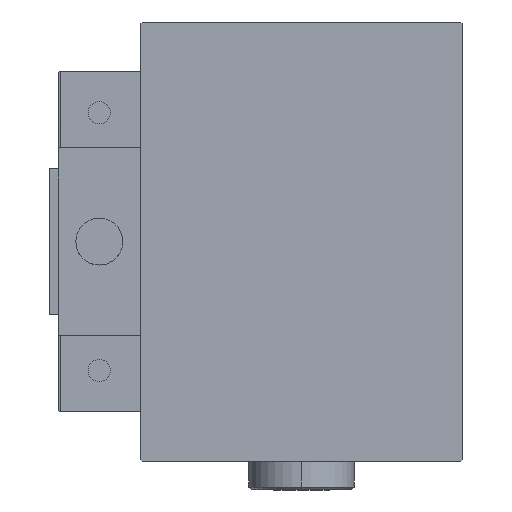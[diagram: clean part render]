
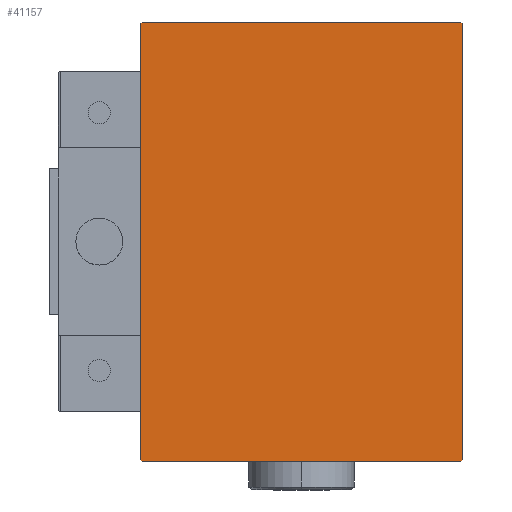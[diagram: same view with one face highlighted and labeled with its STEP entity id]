
A CAD part, left-side view. The second image highlights one B-rep face of the part: STEP entity #41157.
In plain terms, the highlighted face is planar.
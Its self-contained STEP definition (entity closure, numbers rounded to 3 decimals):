
#407 = VERTEX_POINT ( 'NONE', #46949 ) ;
#1491 = LINE ( 'NONE', #18193, #16853 ) ;
#1599 = CARTESIAN_POINT ( 'NONE',  ( 105., -27.5, -37.2 ) ) ;
#2939 = ORIENTED_EDGE ( 'NONE', *, *, #18460, .T. ) ;
#3090 = ORIENTED_EDGE ( 'NONE', *, *, #4831, .T. ) ;
#4831 = EDGE_CURVE ( 'NONE', #42256, #40351, #23179, .T. ) ;
#5052 = VECTOR ( 'NONE', #15680, 1000. ) ;
#6988 = CARTESIAN_POINT ( 'NONE',  ( 105., 32.35, -32.35 ) ) ;
#7503 = DIRECTION ( 'NONE',  ( 0., 1., 0. ) ) ;
#11814 = CARTESIAN_POINT ( 'NONE',  ( 105., 27.5, -37.5 ) ) ;
#14353 = ORIENTED_EDGE ( 'NONE', *, *, #25097, .T. ) ;
#15458 = DIRECTION ( 'NONE',  ( 0., 0.707, 0.707 ) ) ;
#15680 = DIRECTION ( 'NONE',  ( 0., -0.707, -0.707 ) ) ;
#16853 = VECTOR ( 'NONE', #43340, 1000. ) ;
#17741 = DIRECTION ( 'NONE',  ( 0., 0., -1. ) ) ;
#17985 = VECTOR ( 'NONE', #31386, 1000. ) ;
#18010 = VERTEX_POINT ( 'NONE', #20278 ) ;
#18193 = CARTESIAN_POINT ( 'NONE',  ( 105., 27.5, 37.5 ) ) ;
#18460 = EDGE_CURVE ( 'NONE', #30877, #18010, #47539, .T. ) ;
#18736 = EDGE_LOOP ( 'NONE', ( #48612, #2939, #14353, #38178, #44989, #45715, #3090, #45002 ) ) ;
#19765 = DIRECTION ( 'NONE',  ( 0., 0., 1. ) ) ;
#20008 = VECTOR ( 'NONE', #47131, 1000. ) ;
#20278 = CARTESIAN_POINT ( 'NONE',  ( 105., 27.5, -37.2 ) ) ;
#20536 = EDGE_CURVE ( 'NONE', #407, #47876, #1491, .T. ) ;
#20768 = CARTESIAN_POINT ( 'NONE',  ( 105., 0., 0. ) ) ;
#21162 = LINE ( 'NONE', #21722, #21777 ) ;
#21722 = CARTESIAN_POINT ( 'NONE',  ( 105., -32.35, -32.35 ) ) ;
#21777 = VECTOR ( 'NONE', #37853, 1000. ) ;
#21864 = FACE_OUTER_BOUND ( 'NONE', #18736, .T. ) ;
#21930 = AXIS2_PLACEMENT_3D ( 'NONE', #20768, #29779, #17741 ) ;
#23171 = VERTEX_POINT ( 'NONE', #43917 ) ;
#23179 = LINE ( 'NONE', #36569, #17985 ) ;
#25097 = EDGE_CURVE ( 'NONE', #18010, #26645, #32598, .T. ) ;
#26645 = VERTEX_POINT ( 'NONE', #48371 ) ;
#27484 = VECTOR ( 'NONE', #19765, 1000. ) ;
#29640 = LINE ( 'NONE', #46048, #20008 ) ;
#29779 = DIRECTION ( 'NONE',  ( 1., 0., 0. ) ) ;
#30877 = VERTEX_POINT ( 'NONE', #36385 ) ;
#31386 = DIRECTION ( 'NONE',  ( 0., 0., -1. ) ) ;
#31387 = VECTOR ( 'NONE', #7503, 1000. ) ;
#32598 = LINE ( 'NONE', #11814, #27484 ) ;
#34178 = CARTESIAN_POINT ( 'NONE',  ( 105., -27.5, 37.2 ) ) ;
#34755 = EDGE_CURVE ( 'NONE', #47876, #42256, #49297, .T. ) ;
#36385 = CARTESIAN_POINT ( 'NONE',  ( 105., 27.2, -37.5 ) ) ;
#36474 = CARTESIAN_POINT ( 'NONE',  ( 105., -32.35, 32.35 ) ) ;
#36522 = CARTESIAN_POINT ( 'NONE',  ( 105., -27.5, -37.5 ) ) ;
#36569 = CARTESIAN_POINT ( 'NONE',  ( 105., -27.5, 37.5 ) ) ;
#37668 = EDGE_CURVE ( 'NONE', #23171, #30877, #44703, .T. ) ;
#37763 = EDGE_CURVE ( 'NONE', #26645, #407, #29640, .T. ) ;
#37770 = EDGE_CURVE ( 'NONE', #40351, #23171, #21162, .T. ) ;
#37853 = DIRECTION ( 'NONE',  ( 0., 0.707, -0.707 ) ) ;
#38178 = ORIENTED_EDGE ( 'NONE', *, *, #37763, .T. ) ;
#40351 = VERTEX_POINT ( 'NONE', #1599 ) ;
#41157 = ADVANCED_FACE ( 'NONE', ( #21864 ), #41830, .T. ) ;
#41830 = PLANE ( 'NONE',  #21930 ) ;
#42256 = VERTEX_POINT ( 'NONE', #34178 ) ;
#42603 = VECTOR ( 'NONE', #15458, 1000. ) ;
#43340 = DIRECTION ( 'NONE',  ( 0., -1., 0. ) ) ;
#43917 = CARTESIAN_POINT ( 'NONE',  ( 105., -27.2, -37.5 ) ) ;
#44703 = LINE ( 'NONE', #36522, #31387 ) ;
#44989 = ORIENTED_EDGE ( 'NONE', *, *, #20536, .T. ) ;
#45002 = ORIENTED_EDGE ( 'NONE', *, *, #37770, .T. ) ;
#45715 = ORIENTED_EDGE ( 'NONE', *, *, #34755, .T. ) ;
#46048 = CARTESIAN_POINT ( 'NONE',  ( 105., 32.35, 32.35 ) ) ;
#46465 = CARTESIAN_POINT ( 'NONE',  ( 105., -27.2, 37.5 ) ) ;
#46949 = CARTESIAN_POINT ( 'NONE',  ( 105., 27.2, 37.5 ) ) ;
#47131 = DIRECTION ( 'NONE',  ( 0., -0.707, 0.707 ) ) ;
#47539 = LINE ( 'NONE', #6988, #42603 ) ;
#47876 = VERTEX_POINT ( 'NONE', #46465 ) ;
#48371 = CARTESIAN_POINT ( 'NONE',  ( 105., 27.5, 37.2 ) ) ;
#48612 = ORIENTED_EDGE ( 'NONE', *, *, #37668, .T. ) ;
#49297 = LINE ( 'NONE', #36474, #5052 ) ;
